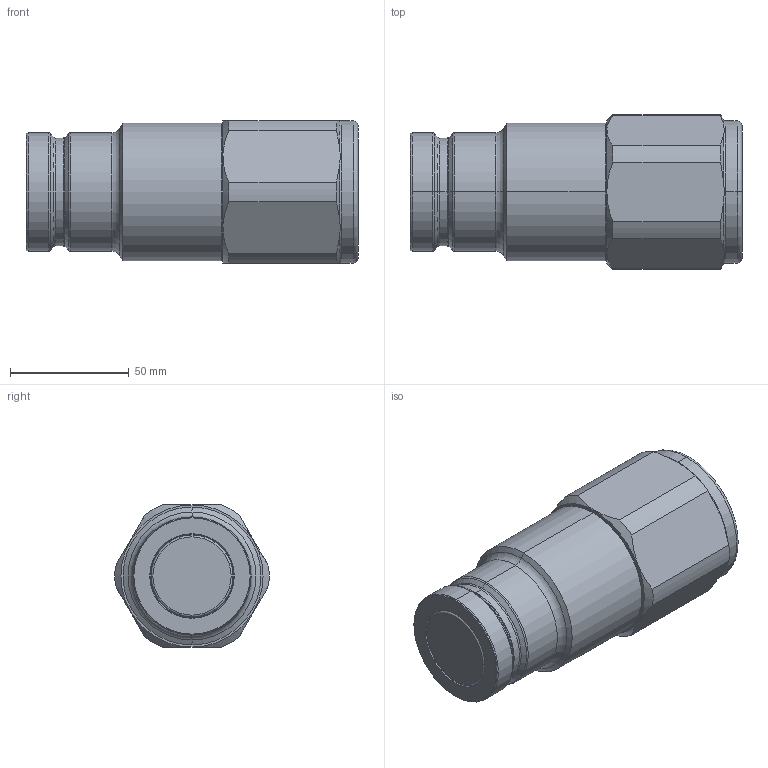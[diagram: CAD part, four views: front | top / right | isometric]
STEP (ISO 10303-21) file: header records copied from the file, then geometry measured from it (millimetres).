
FILE_DESCRIPTION (( 'STEP AP214' ), '1' );
FILE_NAME ('FF10020 C.STEP', '2015-08-31T13:18:55', ( 'admin' ), ( 'Microsoft' ), 'SwSTEP 2.0', 'SolidWorks 2009', '' );
FILE_SCHEMA (( 'AUTOMOTIVE_DESIGN' ));
Length unit declared in the file: millimetre
Products named in the file (1): FF10020 C
Bounding box: 139.75 x 64.94 x 60 mm (x, y, z)
Volume: 340081.3 mm3; surface area: 34373.4 mm2
Topology: 1 solids, 1 shells, 79 faces, 176 edges, 104 vertices
Faces by surface type: cone 26, cylinder 22, torus 18, plane 13
Entity records: 2357 total; most frequent: CARTESIAN_POINT 560, DIRECTION 408, ORIENTED_EDGE 352, AXIS2_PLACEMENT_3D 180, EDGE_CURVE 176, VERTEX_POINT 104, CIRCLE 100, EDGE_LOOP 84
